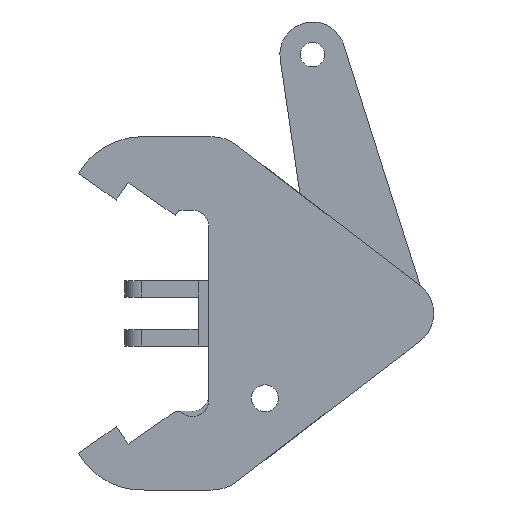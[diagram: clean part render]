
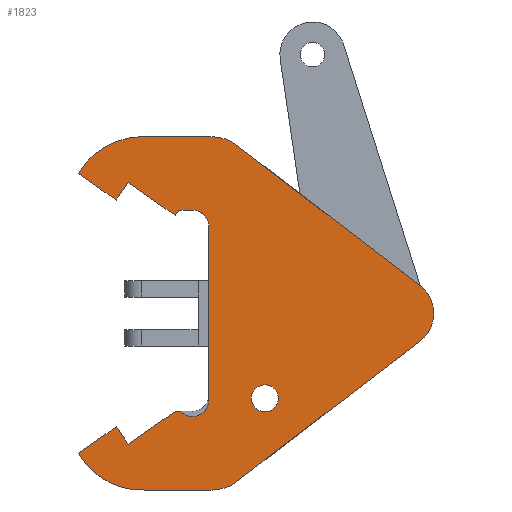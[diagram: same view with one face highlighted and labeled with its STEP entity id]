
A CAD part, left-side view. The second image highlights one B-rep face of the part: STEP entity #1823.
In plain terms, the highlighted planar face has unit normal (-1, 0, 0).
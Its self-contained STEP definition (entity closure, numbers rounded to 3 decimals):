
#18=FACE_BOUND('',#294,.T.);
#52=CIRCLE('',#1952,20.);
#56=CIRCLE('',#1961,90.);
#57=CIRCLE('',#1962,20.);
#58=CIRCLE('',#1963,90.);
#59=CIRCLE('',#1964,50.);
#60=CIRCLE('',#1965,42.5);
#61=CIRCLE('',#1966,50.);
#62=CIRCLE('',#1967,16.5);
#119=PLANE('',#1960);
#193=FACE_OUTER_BOUND('',#293,.T.);
#293=EDGE_LOOP('',(#1422,#1423,#1424,#1425,#1426,#1427,#1428,#1429,#1430,
#1431,#1432,#1433,#1434,#1435,#1436,#1437,#1438,#1439,#1440,#1441,#1442,
#1443));
#294=EDGE_LOOP('',(#1444));
#435=LINE('',#2797,#640);
#445=LINE('',#2822,#650);
#452=LINE('',#2843,#657);
#453=LINE('',#2849,#658);
#454=LINE('',#2851,#659);
#455=LINE('',#2853,#660);
#456=LINE('',#2855,#661);
#457=LINE('',#2857,#662);
#458=LINE('',#2859,#663);
#459=LINE('',#2861,#664);
#460=LINE('',#2863,#665);
#461=LINE('',#2867,#666);
#462=LINE('',#2871,#667);
#463=LINE('',#2875,#668);
#464=LINE('',#2878,#669);
#640=VECTOR('',#2237,10.);
#650=VECTOR('',#2259,10.);
#657=VECTOR('',#2280,10.);
#658=VECTOR('',#2285,10.);
#659=VECTOR('',#2286,10.);
#660=VECTOR('',#2287,10.);
#661=VECTOR('',#2288,10.);
#662=VECTOR('',#2289,10.);
#663=VECTOR('',#2292,10.);
#664=VECTOR('',#2293,10.);
#665=VECTOR('',#2294,10.);
#666=VECTOR('',#2297,10.);
#667=VECTOR('',#2300,10.);
#668=VECTOR('',#2303,10.);
#669=VECTOR('',#2306,10.);
#841=VERTEX_POINT('',#2794);
#842=VERTEX_POINT('',#2796);
#849=VERTEX_POINT('',#2811);
#851=VERTEX_POINT('',#2820);
#855=VERTEX_POINT('',#2836);
#858=VERTEX_POINT('',#2841);
#859=VERTEX_POINT('',#2845);
#860=VERTEX_POINT('',#2846);
#861=VERTEX_POINT('',#2848);
#862=VERTEX_POINT('',#2850);
#863=VERTEX_POINT('',#2852);
#864=VERTEX_POINT('',#2854);
#865=VERTEX_POINT('',#2856);
#866=VERTEX_POINT('',#2860);
#867=VERTEX_POINT('',#2862);
#868=VERTEX_POINT('',#2864);
#869=VERTEX_POINT('',#2866);
#870=VERTEX_POINT('',#2868);
#871=VERTEX_POINT('',#2870);
#872=VERTEX_POINT('',#2872);
#873=VERTEX_POINT('',#2874);
#874=VERTEX_POINT('',#2876);
#875=VERTEX_POINT('',#2879);
#1046=EDGE_CURVE('',#842,#841,#435,.T.);
#1058=EDGE_CURVE('',#851,#849,#52,.T.);
#1059=EDGE_CURVE('',#841,#851,#445,.T.);
#1069=EDGE_CURVE('',#858,#855,#452,.T.);
#1070=EDGE_CURVE('',#859,#860,#56,.T.);
#1071=EDGE_CURVE('',#861,#860,#453,.T.);
#1072=EDGE_CURVE('',#862,#861,#454,.T.);
#1073=EDGE_CURVE('',#863,#862,#455,.T.);
#1074=EDGE_CURVE('',#864,#863,#456,.T.);
#1075=EDGE_CURVE('',#864,#865,#457,.T.);
#1076=EDGE_CURVE('',#865,#842,#57,.T.);
#1077=EDGE_CURVE('',#855,#849,#458,.T.);
#1078=EDGE_CURVE('',#866,#858,#459,.T.);
#1079=EDGE_CURVE('',#867,#866,#460,.T.);
#1080=EDGE_CURVE('',#868,#867,#58,.F.);
#1081=EDGE_CURVE('',#868,#869,#461,.T.);
#1082=EDGE_CURVE('',#869,#870,#59,.T.);
#1083=EDGE_CURVE('',#870,#871,#462,.T.);
#1084=EDGE_CURVE('',#871,#872,#60,.T.);
#1085=EDGE_CURVE('',#872,#873,#463,.T.);
#1086=EDGE_CURVE('',#873,#874,#61,.T.);
#1087=EDGE_CURVE('',#874,#859,#464,.T.);
#1088=EDGE_CURVE('',#875,#875,#62,.T.);
#1422=ORIENTED_EDGE('',*,*,#1070,.T.);
#1423=ORIENTED_EDGE('',*,*,#1071,.F.);
#1424=ORIENTED_EDGE('',*,*,#1072,.F.);
#1425=ORIENTED_EDGE('',*,*,#1073,.F.);
#1426=ORIENTED_EDGE('',*,*,#1074,.F.);
#1427=ORIENTED_EDGE('',*,*,#1075,.T.);
#1428=ORIENTED_EDGE('',*,*,#1076,.T.);
#1429=ORIENTED_EDGE('',*,*,#1046,.T.);
#1430=ORIENTED_EDGE('',*,*,#1059,.T.);
#1431=ORIENTED_EDGE('',*,*,#1058,.T.);
#1432=ORIENTED_EDGE('',*,*,#1077,.F.);
#1433=ORIENTED_EDGE('',*,*,#1069,.F.);
#1434=ORIENTED_EDGE('',*,*,#1078,.F.);
#1435=ORIENTED_EDGE('',*,*,#1079,.F.);
#1436=ORIENTED_EDGE('',*,*,#1080,.F.);
#1437=ORIENTED_EDGE('',*,*,#1081,.T.);
#1438=ORIENTED_EDGE('',*,*,#1082,.T.);
#1439=ORIENTED_EDGE('',*,*,#1083,.T.);
#1440=ORIENTED_EDGE('',*,*,#1084,.T.);
#1441=ORIENTED_EDGE('',*,*,#1085,.T.);
#1442=ORIENTED_EDGE('',*,*,#1086,.T.);
#1443=ORIENTED_EDGE('',*,*,#1087,.T.);
#1444=ORIENTED_EDGE('',*,*,#1088,.T.);
#1823=ADVANCED_FACE('',(#193,#18),#119,.F.);
#1952=AXIS2_PLACEMENT_3D('',#2821,#2257,#2258);
#1960=AXIS2_PLACEMENT_3D('',#2844,#2281,#2282);
#1961=AXIS2_PLACEMENT_3D('',#2847,#2283,#2284);
#1962=AXIS2_PLACEMENT_3D('',#2858,#2290,#2291);
#1963=AXIS2_PLACEMENT_3D('',#2865,#2295,#2296);
#1964=AXIS2_PLACEMENT_3D('',#2869,#2298,#2299);
#1965=AXIS2_PLACEMENT_3D('',#2873,#2301,#2302);
#1966=AXIS2_PLACEMENT_3D('',#2877,#2304,#2305);
#1967=AXIS2_PLACEMENT_3D('',#2880,#2307,#2308);
#2237=DIRECTION('',(0.,0.,-1.));
#2257=DIRECTION('center_axis',(1.,0.,0.));
#2258=DIRECTION('ref_axis',(0.,1.,0.));
#2259=DIRECTION('',(0.,0.,-1.));
#2280=DIRECTION('',(0.,-0.819,0.574));
#2281=DIRECTION('center_axis',(1.,0.,0.));
#2282=DIRECTION('ref_axis',(0.,0.,-1.));
#2283=DIRECTION('center_axis',(-1.,0.,0.));
#2284=DIRECTION('ref_axis',(0.,0.724,0.69));
#2285=DIRECTION('',(0.,0.819,0.574));
#2286=DIRECTION('',(0.,0.574,-0.819));
#2287=DIRECTION('',(0.,0.819,0.574));
#2288=DIRECTION('',(0.,0.574,-0.819));
#2289=DIRECTION('',(0.,-1.,0.));
#2290=DIRECTION('center_axis',(1.,0.,0.));
#2291=DIRECTION('ref_axis',(0.,0.,-1.));
#2292=DIRECTION('',(0.,-1.,0.));
#2293=DIRECTION('',(0.,-0.574,-0.819));
#2294=DIRECTION('',(0.,-0.819,0.574));
#2295=DIRECTION('center_axis',(-1.,0.,0.));
#2296=DIRECTION('ref_axis',(0.,0.894,-0.448));
#2297=DIRECTION('',(0.,-1.,0.));
#2298=DIRECTION('center_axis',(-1.,0.,0.));
#2299=DIRECTION('ref_axis',(0.,-0.609,-0.793));
#2300=DIRECTION('',(0.,-0.793,0.609));
#2301=DIRECTION('center_axis',(-1.,0.,0.));
#2302=DIRECTION('ref_axis',(0.,-0.609,0.793));
#2303=DIRECTION('',(0.,0.793,0.609));
#2304=DIRECTION('center_axis',(-1.,0.,0.));
#2305=DIRECTION('ref_axis',(0.,0.,
1.));
#2306=DIRECTION('',(0.,1.,0.));
#2307=DIRECTION('center_axis',(1.,0.,0.));
#2308=DIRECTION('ref_axis',(0.,0.016,-1.));
#2794=CARTESIAN_POINT('',(-45.,62.025,-100.125));
#2796=CARTESIAN_POINT('',(-45.,62.025,106.625));
#2797=CARTESIAN_POINT('',(-45.,62.025,0.));
#2811=CARTESIAN_POINT('',(-45.,96.781,-120.125));
#2820=CARTESIAN_POINT('',(-45.,62.025,-106.625));
#2821=CARTESIAN_POINT('Origin',(-45.,82.025,-106.625));
#2822=CARTESIAN_POINT('',(-45.,62.025,0.));
#2836=CARTESIAN_POINT('',(-45.,103.21,-120.125));
#2841=CARTESIAN_POINT('',(-45.,160.583,-160.298));
#2843=CARTESIAN_POINT('',(-45.,123.865,-134.588));
#2844=CARTESIAN_POINT('Origin',(-45.,25.161,0.202));
#2845=CARTESIAN_POINT('',(-45.,146.685,216.581));
#2846=CARTESIAN_POINT('',(-45.,221.895,171.489));
#2847=CARTESIAN_POINT('Origin',(-45.,143.875,126.625));
#2848=CARTESIAN_POINT('',(-45.,175.496,139.));
#2849=CARTESIAN_POINT('',(-45.,169.087,134.512));
#2850=CARTESIAN_POINT('',(-45.,160.583,160.298));
#2851=CARTESIAN_POINT('',(-45.,157.402,164.84));
#2852=CARTESIAN_POINT('',(-45.,103.242,120.147));
#2853=CARTESIAN_POINT('',(-45.,123.865,134.588));
#2854=CARTESIAN_POINT('',(-45.,98.706,126.625));
#2855=CARTESIAN_POINT('',(-45.,94.701,132.346));
#2856=CARTESIAN_POINT('',(-45.,82.025,126.625));
#2857=CARTESIAN_POINT('',(-45.,82.025,126.625));
#2858=CARTESIAN_POINT('Origin',(-45.,82.025,106.625));
#2859=CARTESIAN_POINT('',(-45.,60.971,-120.125));
#2860=CARTESIAN_POINT('',(-45.,175.496,-139.));
#2861=CARTESIAN_POINT('',(-45.,157.402,-164.84));
#2862=CARTESIAN_POINT('',(-45.,221.895,-171.489));
#2863=CARTESIAN_POINT('',(-45.,169.087,-134.512));
#2864=CARTESIAN_POINT('',(-45.,141.065,-216.581));
#2865=CARTESIAN_POINT('Origin',(-45.,143.875,-126.625));
#2866=CARTESIAN_POINT('',(-45.,58.038,-216.581));
#2867=CARTESIAN_POINT('',(-45.,58.038,-216.581));
#2868=CARTESIAN_POINT('',(-45.,27.6,-206.249));
#2869=CARTESIAN_POINT('Origin',(-45.,58.038,-166.581));
#2870=CARTESIAN_POINT('',(-45.,-197.247,-33.718));
#2871=CARTESIAN_POINT('',(-45.,-197.247,-33.718));
#2872=CARTESIAN_POINT('',(-45.,-197.247,33.718));
#2873=CARTESIAN_POINT('Origin',(-45.,-171.375,0.));
#2874=CARTESIAN_POINT('',(-45.,27.6,206.249));
#2875=CARTESIAN_POINT('',(-45.,27.6,206.249));
#2876=CARTESIAN_POINT('',(-45.,58.038,216.581));
#2877=CARTESIAN_POINT('Origin',(-45.,58.038,166.581));
#2878=CARTESIAN_POINT('',(-45.,146.685,216.581));
#2879=CARTESIAN_POINT('',(-45.,9.774,-103.866));
#2880=CARTESIAN_POINT('Origin',(-45.,-6.724,-104.129));
